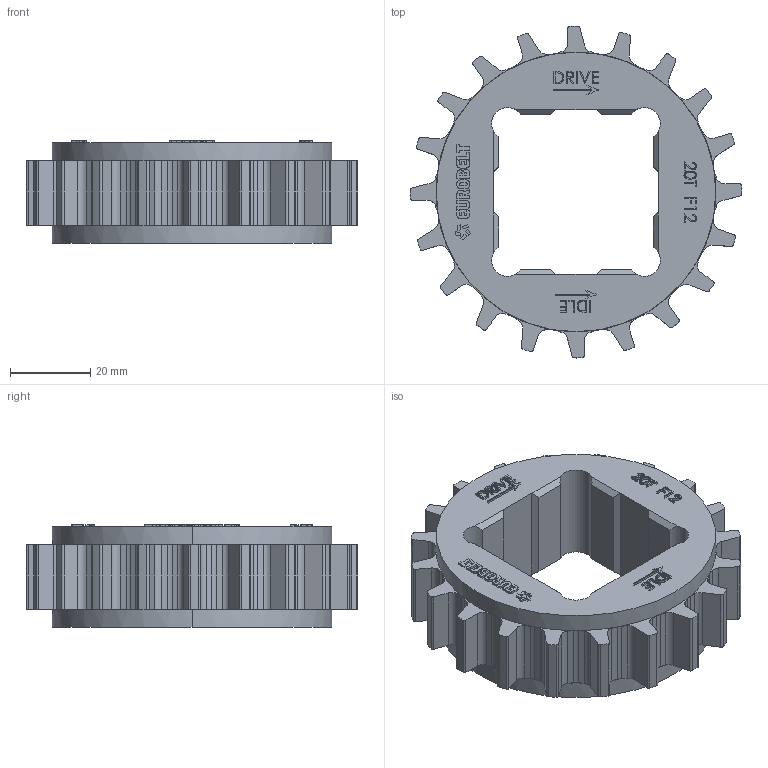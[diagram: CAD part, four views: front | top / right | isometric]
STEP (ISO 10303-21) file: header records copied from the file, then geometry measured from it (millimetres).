
FILE_DESCRIPTION (( 'STEP AP214' ), '1' );
FILE_NAME ('F12_Z20_C38.STEP', '2024-02-15T06:58:39', ( '' ), ( '' ), 'SwSTEP 2.0', 'SolidWorks 2023', '' );
FILE_SCHEMA (( 'AUTOMOTIVE_DESIGN' ));
Length unit declared in the file: millimetre
Products named in the file (1): F12_Z20_C38
Bounding box: 82.76 x 82.76 x 25.5 mm (x, y, z)
Volume: 63795.5 mm3; surface area: 18439.5 mm2
Topology: 1 solids, 1 shells, 650 faces, 1774 edges, 1164 vertices
Faces by surface type: plane 406, cylinder 130, bspline 114
Entity records: 23609 total; most frequent: CARTESIAN_POINT 7647, ORIENTED_EDGE 3548, DIRECTION 2944, EDGE_CURVE 1774, LINE 1190, VECTOR 1190, VERTEX_POINT 1164, AXIS2_PLACEMENT_3D 877
